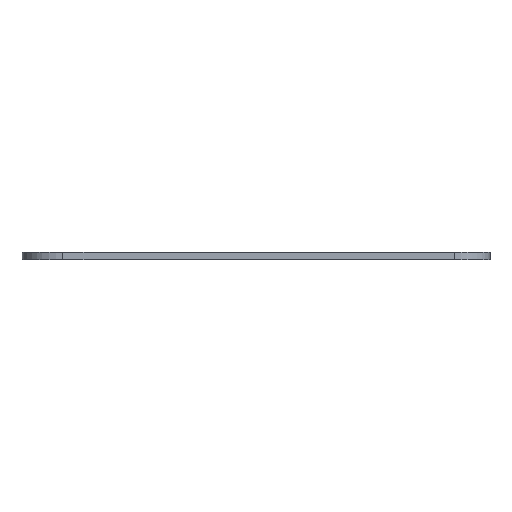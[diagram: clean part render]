
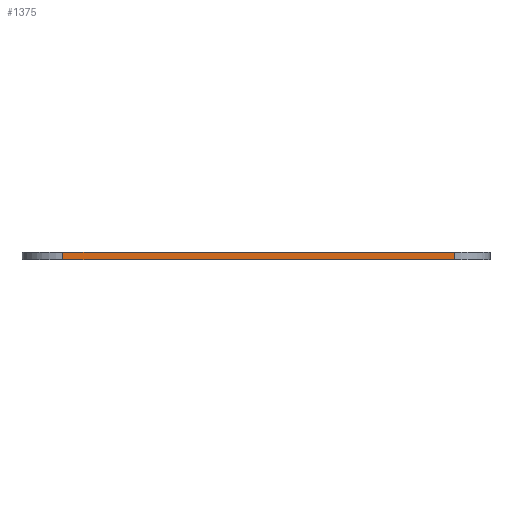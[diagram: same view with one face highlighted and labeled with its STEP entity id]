
A CAD part, left-side view. The second image highlights one B-rep face of the part: STEP entity #1375.
In plain terms, the highlighted planar face has unit normal (-1, 0, 0).
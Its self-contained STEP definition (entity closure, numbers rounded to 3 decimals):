
#122=PLANE('',#1561);
#183=FACE_OUTER_BOUND('',#245,.T.);
#245=EDGE_LOOP('',(#1133,#1134,#1135,#1136));
#417=LINE('',#2336,#485);
#418=LINE('',#2339,#486);
#419=LINE('',#2341,#487);
#420=LINE('',#2342,#488);
#485=VECTOR('',#1969,10.);
#486=VECTOR('',#1972,10.);
#487=VECTOR('',#1973,10.);
#488=VECTOR('',#1974,10.);
#717=VERTEX_POINT('',#2332);
#718=VERTEX_POINT('',#2334);
#719=VERTEX_POINT('',#2338);
#720=VERTEX_POINT('',#2340);
#895=EDGE_CURVE('',#717,#718,#417,.T.);
#896=EDGE_CURVE('',#717,#719,#418,.T.);
#897=EDGE_CURVE('',#720,#718,#419,.T.);
#898=EDGE_CURVE('',#719,#720,#420,.T.);
#1133=ORIENTED_EDGE('',*,*,#896,.F.);
#1134=ORIENTED_EDGE('',*,*,#895,.T.);
#1135=ORIENTED_EDGE('',*,*,#897,.F.);
#1136=ORIENTED_EDGE('',*,*,#898,.F.);
#1375=ADVANCED_FACE('',(#183),#122,.T.);
#1561=AXIS2_PLACEMENT_3D('',#2337,#1970,#1971);
#1969=DIRECTION('',(0.,0.,1.));
#1970=DIRECTION('center_axis',(-1.,0.,0.));
#1971=DIRECTION('ref_axis',(0.,-1.,0.));
#1972=DIRECTION('',(0.,1.,0.));
#1973=DIRECTION('',(0.,-1.,0.));
#1974=DIRECTION('',(0.,0.,1.));
#2332=CARTESIAN_POINT('',(0.,-37.,0.));
#2334=CARTESIAN_POINT('',(0.,-37.,0.6));
#2336=CARTESIAN_POINT('',(0.,-37.,0.));
#2337=CARTESIAN_POINT('Origin',(0.,-3.5,0.));
#2338=CARTESIAN_POINT('',(0.,-3.5,0.));
#2339=CARTESIAN_POINT('',(0.,-37.,0.));
#2340=CARTESIAN_POINT('',(0.,-3.5,0.6));
#2341=CARTESIAN_POINT('',(0.,-37.,0.6));
#2342=CARTESIAN_POINT('',(0.,-3.5,0.));
